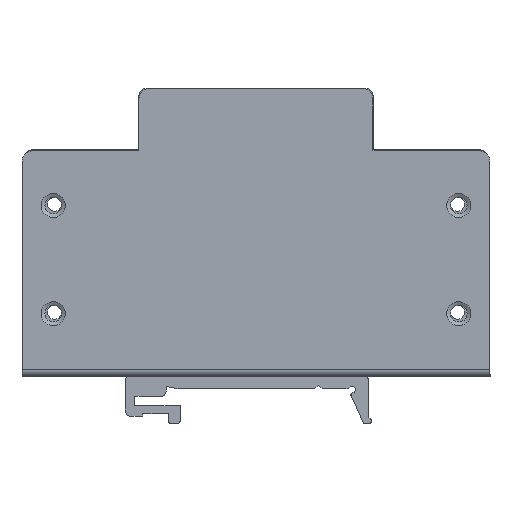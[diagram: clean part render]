
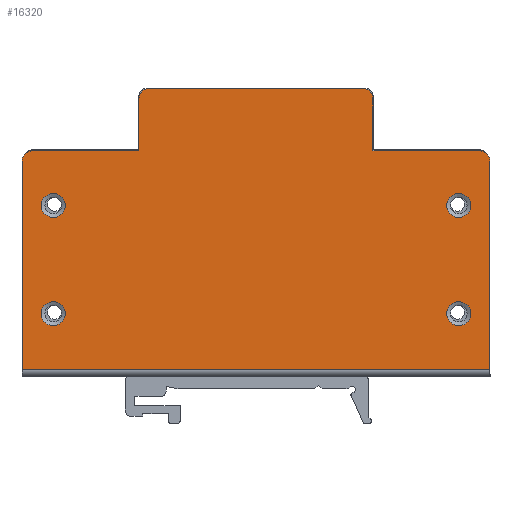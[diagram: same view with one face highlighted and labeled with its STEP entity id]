
A CAD part, left-side view. The second image highlights one B-rep face of the part: STEP entity #16320.
In plain terms, the highlighted planar face has unit normal (-1, 0, 0).
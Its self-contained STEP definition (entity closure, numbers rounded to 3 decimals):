
#68=FACE_BOUND('',#2117,.T.);
#69=FACE_BOUND('',#2118,.T.);
#70=FACE_BOUND('',#2119,.T.);
#71=FACE_BOUND('',#2120,.T.);
#774=PLANE('',#17273);
#1274=FACE_OUTER_BOUND('',#2116,.T.);
#2116=EDGE_LOOP('',(#11713,#11714,#11715,#11716,#11717,#11718,#11719,#11720,
#11721,#11722,#11723,#11724));
#2117=EDGE_LOOP('',(#11725));
#2118=EDGE_LOOP('',(#11726));
#2119=EDGE_LOOP('',(#11727));
#2120=EDGE_LOOP('',(#11728));
#3539=CIRCLE('',#17219,2.31);
#3542=CIRCLE('',#17223,2.31);
#3545=CIRCLE('',#17227,2.31);
#3548=CIRCLE('',#17231,2.31);
#3580=CIRCLE('',#17274,2.);
#3581=CIRCLE('',#17275,2.);
#3582=CIRCLE('',#17276,2.);
#3583=CIRCLE('',#17277,2.);
#4375=LINE('',#24890,#5956);
#4376=LINE('',#24893,#5957);
#4387=LINE('',#24938,#5968);
#4388=LINE('',#24940,#5969);
#4389=LINE('',#24944,#5970);
#4390=LINE('',#24948,#5971);
#4391=LINE('',#24950,#5972);
#4392=LINE('',#24953,#5973);
#5956=VECTOR('',#19078,10.);
#5957=VECTOR('',#19081,10.);
#5968=VECTOR('',#19122,10.);
#5969=VECTOR('',#19123,10.);
#5970=VECTOR('',#19126,10.);
#5971=VECTOR('',#19129,10.);
#5972=VECTOR('',#19130,10.);
#5973=VECTOR('',#19133,10.);
#7535=VERTEX_POINT('',#24803);
#7538=VERTEX_POINT('',#24811);
#7541=VERTEX_POINT('',#24819);
#7544=VERTEX_POINT('',#24827);
#7565=VERTEX_POINT('',#24883);
#7568=VERTEX_POINT('',#24888);
#7569=VERTEX_POINT('',#24892);
#7587=VERTEX_POINT('',#24935);
#7588=VERTEX_POINT('',#24937);
#7589=VERTEX_POINT('',#24939);
#7590=VERTEX_POINT('',#24941);
#7591=VERTEX_POINT('',#24943);
#7592=VERTEX_POINT('',#24945);
#7593=VERTEX_POINT('',#24947);
#7594=VERTEX_POINT('',#24949);
#7595=VERTEX_POINT('',#24951);
#9109=EDGE_CURVE('',#7535,#7535,#3539,.T.);
#9113=EDGE_CURVE('',#7538,#7538,#3542,.T.);
#9117=EDGE_CURVE('',#7541,#7541,#3545,.T.);
#9121=EDGE_CURVE('',#7544,#7544,#3548,.T.);
#9152=EDGE_CURVE('',#7565,#7568,#4375,.T.);
#9153=EDGE_CURVE('',#7569,#7565,#4376,.T.);
#9175=EDGE_CURVE('',#7568,#7587,#3580,.T.);
#9176=EDGE_CURVE('',#7587,#7588,#4387,.T.);
#9177=EDGE_CURVE('',#7588,#7589,#4388,.T.);
#9178=EDGE_CURVE('',#7589,#7590,#3581,.T.);
#9179=EDGE_CURVE('',#7590,#7591,#4389,.T.);
#9180=EDGE_CURVE('',#7591,#7592,#3582,.T.);
#9181=EDGE_CURVE('',#7592,#7593,#4390,.T.);
#9182=EDGE_CURVE('',#7593,#7594,#4391,.T.);
#9183=EDGE_CURVE('',#7594,#7595,#3583,.T.);
#9184=EDGE_CURVE('',#7595,#7569,#4392,.T.);
#11713=ORIENTED_EDGE('',*,*,#9153,.T.);
#11714=ORIENTED_EDGE('',*,*,#9152,.T.);
#11715=ORIENTED_EDGE('',*,*,#9175,.T.);
#11716=ORIENTED_EDGE('',*,*,#9176,.T.);
#11717=ORIENTED_EDGE('',*,*,#9177,.T.);
#11718=ORIENTED_EDGE('',*,*,#9178,.T.);
#11719=ORIENTED_EDGE('',*,*,#9179,.T.);
#11720=ORIENTED_EDGE('',*,*,#9180,.T.);
#11721=ORIENTED_EDGE('',*,*,#9181,.T.);
#11722=ORIENTED_EDGE('',*,*,#9182,.T.);
#11723=ORIENTED_EDGE('',*,*,#9183,.T.);
#11724=ORIENTED_EDGE('',*,*,#9184,.T.);
#11725=ORIENTED_EDGE('',*,*,#9109,.T.);
#11726=ORIENTED_EDGE('',*,*,#9113,.T.);
#11727=ORIENTED_EDGE('',*,*,#9117,.T.);
#11728=ORIENTED_EDGE('',*,*,#9121,.T.);
#16320=ADVANCED_FACE('',(#1274,#68,#69,#70,#71),#774,.T.);
#17219=AXIS2_PLACEMENT_3D('',#24804,#18985,#18986);
#17223=AXIS2_PLACEMENT_3D('',#24812,#18994,#18995);
#17227=AXIS2_PLACEMENT_3D('',#24820,#19003,#19004);
#17231=AXIS2_PLACEMENT_3D('',#24828,#19012,#19013);
#17273=AXIS2_PLACEMENT_3D('',#24934,#19118,#19119);
#17274=AXIS2_PLACEMENT_3D('',#24936,#19120,#19121);
#17275=AXIS2_PLACEMENT_3D('',#24942,#19124,#19125);
#17276=AXIS2_PLACEMENT_3D('',#24946,#19127,#19128);
#17277=AXIS2_PLACEMENT_3D('',#24952,#19131,#19132);
#18985=DIRECTION('center_axis',(1.,0.,0.));
#18986=DIRECTION('ref_axis',(0.,-1.,0.));
#18994=DIRECTION('center_axis',(1.,0.,0.));
#18995=DIRECTION('ref_axis',(0.,-1.,0.));
#19003=DIRECTION('center_axis',(1.,0.,0.));
#19004=DIRECTION('ref_axis',(0.,-1.,0.));
#19012=DIRECTION('center_axis',(1.,0.,0.));
#19013=DIRECTION('ref_axis',(0.,-1.,0.));
#19078=DIRECTION('',(0.,0.,-1.));
#19081=DIRECTION('',(0.,1.,0.));
#19118=DIRECTION('center_axis',(-1.,0.,0.));
#19119=DIRECTION('ref_axis',(0.,0.,
1.));
#19120=DIRECTION('center_axis',(-1.,0.,0.));
#19121=DIRECTION('ref_axis',(0.,1.,0.));
#19122=DIRECTION('',(0.,-1.,0.));
#19123=DIRECTION('',(0.,0.,-1.));
#19124=DIRECTION('center_axis',(-1.,0.,0.));
#19125=DIRECTION('ref_axis',(0.,1.,0.));
#19126=DIRECTION('',(0.,-1.,0.));
#19127=DIRECTION('center_axis',(-1.,0.,0.));
#19128=DIRECTION('ref_axis',(0.,0.,
-1.));
#19129=DIRECTION('',(0.,0.,1.));
#19130=DIRECTION('',(0.,-1.,0.));
#19131=DIRECTION('center_axis',(-1.,0.,0.));
#19132=DIRECTION('ref_axis',(0.,0.,
-1.));
#19133=DIRECTION('',(0.,0.,1.));
#24803=CARTESIAN_POINT('',(53.81,8.31,-31.932));
#24804=CARTESIAN_POINT('Origin',(53.81,6.,-31.932));
#24811=CARTESIAN_POINT('',(53.81,86.31,-11.132));
#24812=CARTESIAN_POINT('Origin',(53.81,84.,-11.132));
#24819=CARTESIAN_POINT('',(53.81,86.31,-31.932));
#24820=CARTESIAN_POINT('Origin',(53.81,84.,-31.932));
#24827=CARTESIAN_POINT('',(53.81,8.31,-11.132));
#24828=CARTESIAN_POINT('Origin',(53.81,6.,-11.132));
#24883=CARTESIAN_POINT('',(53.81,90.,-0.4));
#24888=CARTESIAN_POINT('',(53.81,90.,-40.432));
#24890=CARTESIAN_POINT('',(53.81,90.,179.81));
#24892=CARTESIAN_POINT('',(53.81,0.,-0.4));
#24893=CARTESIAN_POINT('',(53.81,22.5,-0.4));
#24934=CARTESIAN_POINT('Origin',(53.81,45.,69.689));
#24935=CARTESIAN_POINT('',(53.81,88.,-42.432));
#24936=CARTESIAN_POINT('Origin',(53.81,88.,-40.432));
#24937=CARTESIAN_POINT('',(53.81,67.5,-42.432));
#24938=CARTESIAN_POINT('',(53.81,88.,-42.432));
#24939=CARTESIAN_POINT('',(53.81,67.5,-52.432));
#24940=CARTESIAN_POINT('',(53.81,67.5,-42.432));
#24941=CARTESIAN_POINT('',(53.81,65.5,-54.432));
#24942=CARTESIAN_POINT('Origin',(53.81,65.5,-52.432));
#24943=CARTESIAN_POINT('',(53.81,24.5,-54.432));
#24944=CARTESIAN_POINT('',(53.81,65.5,-54.432));
#24945=CARTESIAN_POINT('',(53.81,22.5,-52.432));
#24946=CARTESIAN_POINT('Origin',(53.81,24.5,-52.432));
#24947=CARTESIAN_POINT('',(53.81,22.5,-42.432));
#24948=CARTESIAN_POINT('',(53.81,22.5,-52.432));
#24949=CARTESIAN_POINT('',(53.81,2.,-42.432));
#24950=CARTESIAN_POINT('',(53.81,22.5,-42.432));
#24951=CARTESIAN_POINT('',(53.81,0.,-40.432));
#24952=CARTESIAN_POINT('Origin',(53.81,2.,-40.432));
#24953=CARTESIAN_POINT('',(53.81,0.,-40.432));
